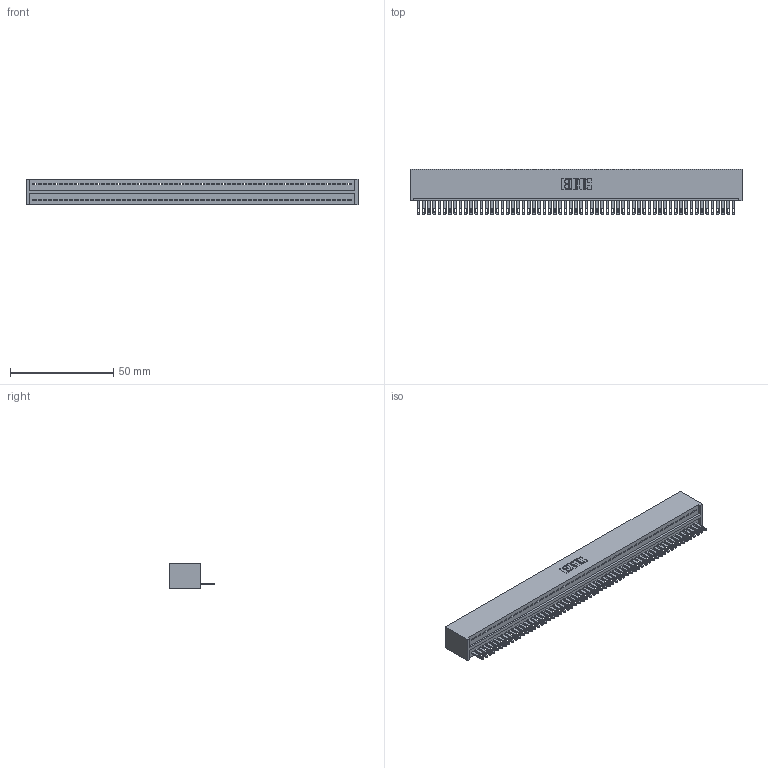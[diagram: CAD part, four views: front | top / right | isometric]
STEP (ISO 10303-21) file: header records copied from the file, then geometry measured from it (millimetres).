
FILE_DESCRIPTION (( 'STEP AP203' ), '1' );
FILE_NAME ('325-061-500-101.STEP', '2020-02-25T02:43:02', ( '' ), ( '' ), 'SwSTEP 2.0', 'SolidWorks 2016', '' );
FILE_SCHEMA (( 'CONFIG_CONTROL_DESIGN' ));
Length unit declared in the file: inch
Products named in the file (3): 325-061-500-101; 325-292-001_325-293-100; 325 Part_Lugless
Assembly tree (62 placements, depth 2):
  325-061-500-101
    325 Part_Lugless
    325-292-001_325-293-100  x61
Bounding box: 160.58 x 21.84 x 12.45 mm (x, y, z)
Volume: 21144.5 mm3; surface area: 24055.8 mm2
Topology: 62 solids, 62 shells, 3400 faces, 10535 edges, 7022 vertices
Faces by surface type: plane 2262, cylinder 1138
Entity records: 34487 total; most frequent: CARTESIAN_POINT 5953, ORIENTED_EDGE 5950, DIRECTION 4977, EDGE_CURVE 2975, VECTOR 2851, LINE 2851, VERTEX_POINT 1982, AXIS2_PLACEMENT_3D 1063
